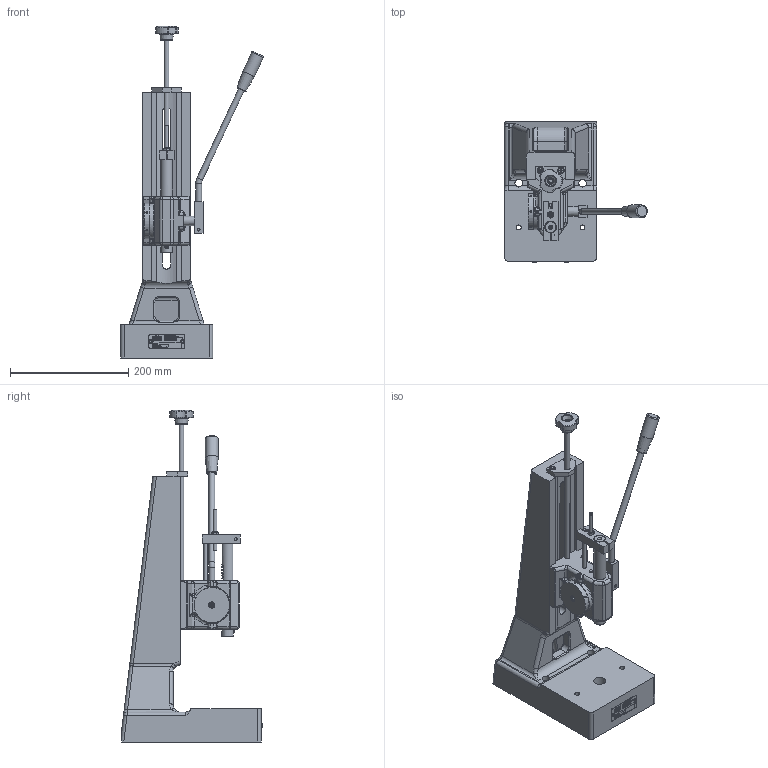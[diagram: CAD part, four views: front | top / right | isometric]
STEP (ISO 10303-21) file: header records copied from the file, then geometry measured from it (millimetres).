
FILE_DESCRIPTION(/* description */ ('Bausatz Ständer CL 250/750'),/* implementation_level */ '2;1');
FILE_NAME(/* name */ 'CL_0250_Z.stp',/* time_stamp */ '2016-01-29T10:22:53+01:00',/* author */ ('Finsterle'),/* organization */ (''),/* preprocessor_version */ 'ST-DEVELOPER v15.2',/* originating_system */ 'Autodesk Inventor 2014',/* authorisation */ '');
FILE_SCHEMA (('AUTOMOTIVE_DESIGN { 1 0 10303 214 3 1 1 }'));
Products named in the file (5): ENG-005252_V; ENG-005406_V; ENG-000035; ENG-000755; ENG-005405_V
Bounding box: 241.94 x 237.8 x 562.29 mm (x, y, z)
Volume: 2944571.6 mm3; surface area: 439936.8 mm2
Topology: 6 solids, 6 shells, 3201 faces, 8442 edges, 5405 vertices
Faces by surface type: plane 1405, bspline 1092, cylinder 445, cone 117, torus 73, sphere 69
Full cylindrical faces by diameter (mm): 3 x12, 3.15 x2, 3.242 x1, 3.3 x2, 4 x1, 4.917 x2, 6 x7, 6.02 x2, 6.1 x1, 6.5 x2, 6.6 x1, 6.647 x1, 8 x2, 8.376 x2, 9.5 x1, 9.98 x2, 10 x7, 10.02 x1, 10.5 x2, 11 x3, 12 x1, 13 x3, 16 x1, 18 x2, 20 x3, 21.667 x1, 25 x1, 40 x2, 48.6 x1, 50 x1
Entity records: 111472 total; most frequent: CARTESIAN_POINT 37591, ORIENTED_EDGE 16270, DIRECTION 11198, EDGE_CURVE 8132, VERTEX_POINT 5337, LINE 4634, VECTOR 4634, EDGE_LOOP 3610
